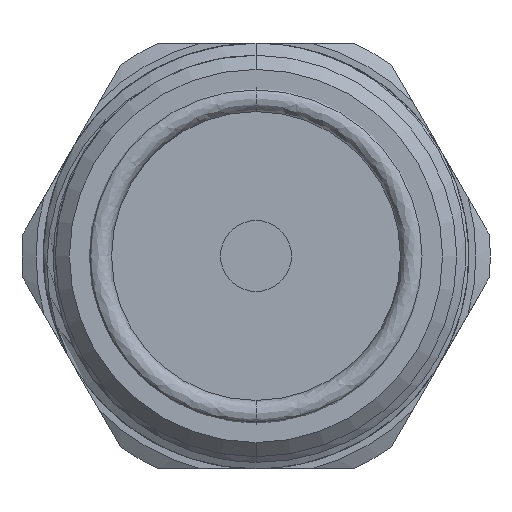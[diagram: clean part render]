
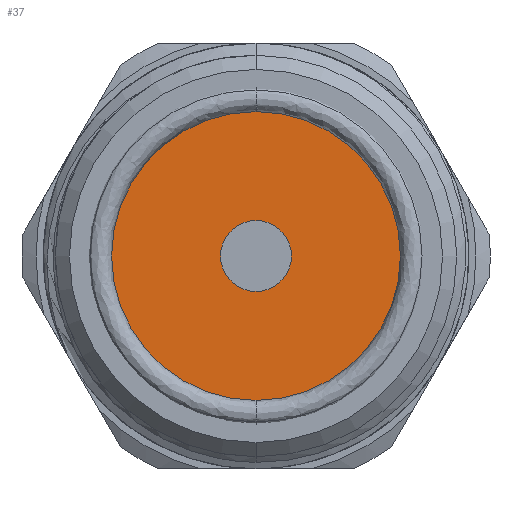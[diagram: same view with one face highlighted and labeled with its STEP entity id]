
A CAD part, front view. The second image highlights one B-rep face of the part: STEP entity #37.
In plain terms, the highlighted planar face has unit normal (0, -1, 0).
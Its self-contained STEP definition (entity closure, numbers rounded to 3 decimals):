
#37 = ADVANCED_FACE ( 'NONE', ( #3387, #2770 ), #2519, .F. ) ;
#160 = EDGE_LOOP ( 'NONE', ( #2029, #5860 ) ) ;
#184 = AXIS2_PLACEMENT_3D ( 'NONE', #2399, #5017, #5129 ) ;
#229 = EDGE_LOOP ( 'NONE', ( #4074, #5798 ) ) ;
#570 = CARTESIAN_POINT ( 'NONE',  ( 0., 4.4, 0. ) ) ;
#683 = AXIS2_PLACEMENT_3D ( 'NONE', #5641, #2788, #6103 ) ;
#856 = VERTEX_POINT ( 'NONE', #5484 ) ;
#1065 = DIRECTION ( 'NONE',  ( 0., 0., -1. ) ) ;
#1090 = CARTESIAN_POINT ( 'NONE',  ( 0., 4.4, 11.7 ) ) ;
#1369 = CARTESIAN_POINT ( 'NONE',  ( 0., 4.4, 2.5 ) ) ;
#1639 = VERTEX_POINT ( 'NONE', #1369 ) ;
#1906 = EDGE_CURVE ( 'NONE', #1639, #856, #3329, .T. ) ;
#2029 = ORIENTED_EDGE ( 'NONE', *, *, #3817, .F. ) ;
#2059 = AXIS2_PLACEMENT_3D ( 'NONE', #5228, #2560, #2246 ) ;
#2201 = VERTEX_POINT ( 'NONE', #3437 ) ;
#2246 = DIRECTION ( 'NONE',  ( 0., 0., -1. ) ) ;
#2390 = EDGE_CURVE ( 'NONE', #3903, #2201, #5971, .T. ) ;
#2399 = CARTESIAN_POINT ( 'NONE',  ( 2.5, 4.4, 0. ) ) ;
#2519 = PLANE ( 'NONE',  #184 ) ;
#2560 = DIRECTION ( 'NONE',  ( 0., -1., 0. ) ) ;
#2770 = FACE_OUTER_BOUND ( 'NONE', #229, .T. ) ;
#2788 = DIRECTION ( 'NONE',  ( 0., -1., 0. ) ) ;
#3173 = EDGE_CURVE ( 'NONE', #2201, #3903, #6257, .T. ) ;
#3329 = CIRCLE ( 'NONE', #6130, 2.5 ) ;
#3387 = FACE_BOUND ( 'NONE', #160, .T. ) ;
#3437 = CARTESIAN_POINT ( 'NONE',  ( 0., 4.4, -11.7 ) ) ;
#3817 = EDGE_CURVE ( 'NONE', #856, #1639, #5133, .T. ) ;
#3903 = VERTEX_POINT ( 'NONE', #1090 ) ;
#3996 = DIRECTION ( 'NONE',  ( 0., -1., 0. ) ) ;
#4074 = ORIENTED_EDGE ( 'NONE', *, *, #2390, .T. ) ;
#5017 = DIRECTION ( 'NONE',  ( 0., 1., 0. ) ) ;
#5129 = DIRECTION ( 'NONE',  ( 0., 0., 1. ) ) ;
#5133 = CIRCLE ( 'NONE', #6029, 2.5 ) ;
#5228 = CARTESIAN_POINT ( 'NONE',  ( 0., 4.4, 0. ) ) ;
#5281 = DIRECTION ( 'NONE',  ( 0., 0., -1. ) ) ;
#5304 = DIRECTION ( 'NONE',  ( 0., -1., 0. ) ) ;
#5311 = CARTESIAN_POINT ( 'NONE',  ( 0., 4.4, 0. ) ) ;
#5484 = CARTESIAN_POINT ( 'NONE',  ( 0., 4.4, -2.5 ) ) ;
#5641 = CARTESIAN_POINT ( 'NONE',  ( 0., 4.4, 0. ) ) ;
#5798 = ORIENTED_EDGE ( 'NONE', *, *, #3173, .T. ) ;
#5860 = ORIENTED_EDGE ( 'NONE', *, *, #1906, .F. ) ;
#5971 = CIRCLE ( 'NONE', #2059, 11.7 ) ;
#6029 = AXIS2_PLACEMENT_3D ( 'NONE', #570, #3996, #1065 ) ;
#6103 = DIRECTION ( 'NONE',  ( 0., 0., -1. ) ) ;
#6130 = AXIS2_PLACEMENT_3D ( 'NONE', #5311, #5304, #5281 ) ;
#6257 = CIRCLE ( 'NONE', #683, 11.7 ) ;
